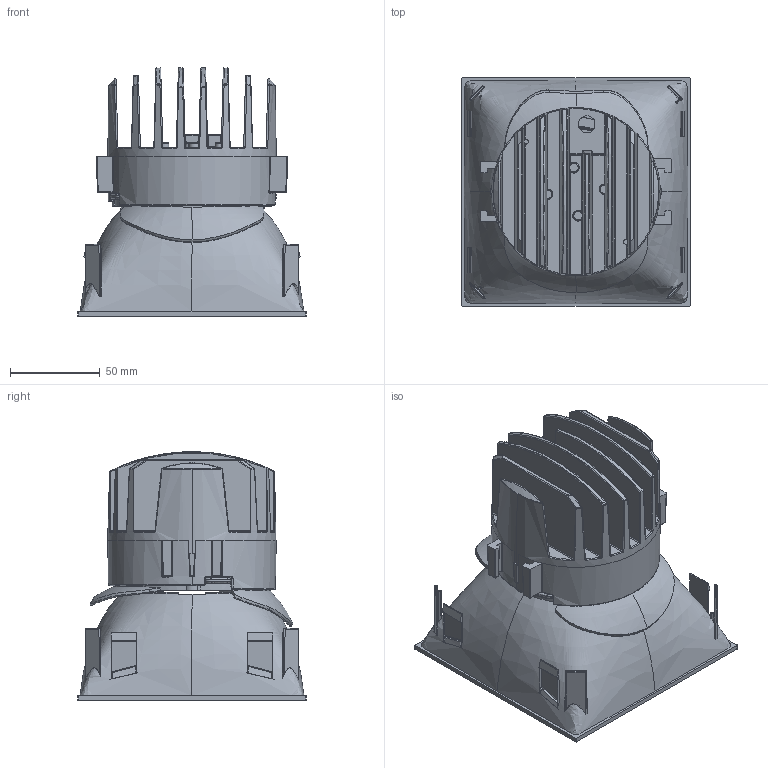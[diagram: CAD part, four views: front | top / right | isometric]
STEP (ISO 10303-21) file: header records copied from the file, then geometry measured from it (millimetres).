
FILE_DESCRIPTION(/* description */ (''),/* implementation_level */ '2;1');
FILE_NAME(/* name */ 'M264200_EVERYTHING 150 SQAURE FIXED TRIMLESS',/* time_stamp */ '2018-04-09T17:05:53+02:00',/* author */ (''),/* organization */ (''),/* preprocessor_version */ 'ST-DEVELOPER v15',/* originating_system */ '',/* authorisation */ '');
FILE_SCHEMA (('CONFIG_CONTROL_DESIGN'));
Products named in the file (2): Document; Blocco 07
Assembly tree (1 placements, depth 2):
  Document
    Blocco 07
Bounding box: 127.2 x 127.2 x 138.27 mm (x, y, z)
Volume: 28606.1 mm3; surface area: 181922 mm2
Topology: 2 solids, 10 shells, 1412 faces, 3711 edges, 2087 vertices
Faces by surface type: bspline 1070, plane 342
Entity records: 125053 total; most frequent: CARTESIAN_POINT 105407, ORIENTED_EDGE 6968, EDGE_CURVE 3583, VERTEX_POINT 2091, B_SPLINE_CURVE_WITH_KNOTS 1483, EDGE_LOOP 1432, ADVANCED_FACE 1398, FACE_OUTER_BOUND 1398
